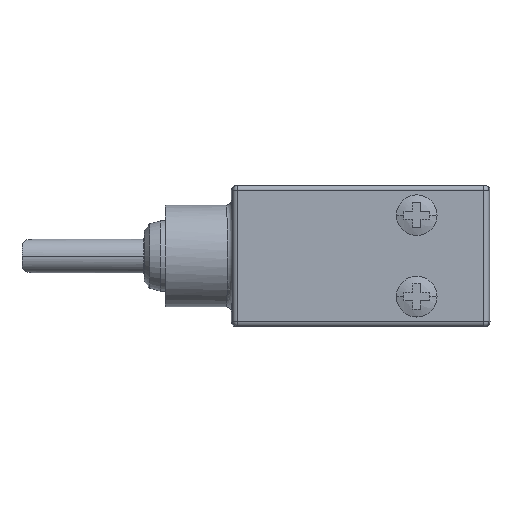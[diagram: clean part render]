
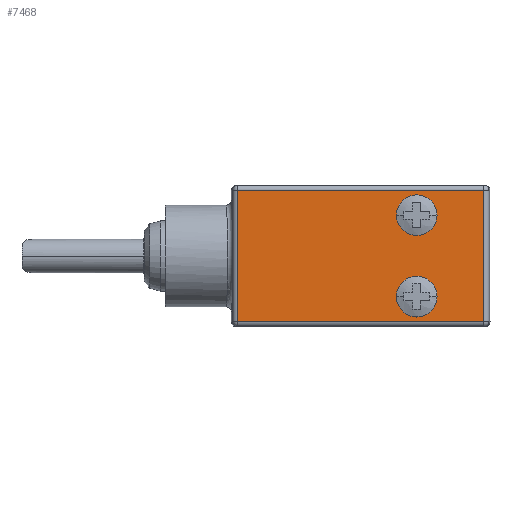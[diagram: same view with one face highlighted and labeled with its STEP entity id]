
A CAD part, top view. The second image highlights one B-rep face of the part: STEP entity #7468.
In plain terms, the highlighted planar face has unit normal (0, 0, 1).
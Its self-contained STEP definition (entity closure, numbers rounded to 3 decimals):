
#1443=DIRECTION('',(0.,1.,0.));
#1444=VECTOR('',#1443,12.9);
#1445=CARTESIAN_POINT('',(2.397,-6.45,2.9));
#1446=LINE('',#1445,#1444);
#1457=CARTESIAN_POINT('',(-4.2,4.,2.9));
#1458=DIRECTION('',(0.,0.,1.));
#1459=DIRECTION('',(0.,-1.,0.));
#1460=AXIS2_PLACEMENT_3D('',#1457,#1458,#1459);
#1465=CARTESIAN_POINT('',(-4.2,4.,2.9));
#1466=DIRECTION('',(0.,0.,1.));
#1467=DIRECTION('',(0.,1.,0.));
#1468=AXIS2_PLACEMENT_3D('',#1465,#1466,#1467);
#1473=CARTESIAN_POINT('',(-4.2,-4.,2.9));
#1474=DIRECTION('',(0.,0.,1.));
#1475=DIRECTION('',(0.,-1.,0.));
#1476=AXIS2_PLACEMENT_3D('',#1473,#1474,#1475);
#1481=CARTESIAN_POINT('',(-4.2,-4.,2.9));
#1482=DIRECTION('',(0.,0.,1.));
#1483=DIRECTION('',(0.,1.,0.));
#1484=AXIS2_PLACEMENT_3D('',#1481,#1482,#1483);
#1496=DIRECTION('',(0.,-1.,0.));
#1497=VECTOR('',#1496,12.9);
#1498=CARTESIAN_POINT('',(-21.797,6.45,2.9));
#1499=LINE('',#1498,#1497);
#4923=DIRECTION('',(1.,0.,0.));
#4924=VECTOR('',#4923,24.194);
#4925=CARTESIAN_POINT('',(-21.797,-6.45,2.9));
#4926=LINE('',#4925,#4924);
#5212=DIRECTION('',(-1.,0.,0.));
#5213=VECTOR('',#5212,24.194);
#5214=CARTESIAN_POINT('',(2.397,6.45,2.9));
#5215=LINE('',#5214,#5213);
#6993=CARTESIAN_POINT('',(-21.797,-6.45,2.9));
#6994=VERTEX_POINT('',#6993);
#6995=CARTESIAN_POINT('',(2.397,-6.45,2.9));
#6996=VERTEX_POINT('',#6995);
#6999=CARTESIAN_POINT('',(-21.797,6.45,2.9));
#7000=VERTEX_POINT('',#6999);
#7001=CARTESIAN_POINT('',(2.397,6.45,2.9));
#7002=VERTEX_POINT('',#7001);
#7003=CARTESIAN_POINT('',(-4.2,2.915,2.9));
#7004=CARTESIAN_POINT('',(-4.2,5.085,2.9));
#7005=VERTEX_POINT('',#7003);
#7006=VERTEX_POINT('',#7004);
#7007=CARTESIAN_POINT('',(-4.2,-5.085,2.9));
#7008=CARTESIAN_POINT('',(-4.2,-2.915,2.9));
#7009=VERTEX_POINT('',#7007);
#7010=VERTEX_POINT('',#7008);
#7442=CARTESIAN_POINT('',(3.,0.,2.9));
#7443=DIRECTION('',(0.,0.,-1.));
#7444=DIRECTION('',(0.,1.,0.));
#7445=AXIS2_PLACEMENT_3D('',#7442,#7443,#7444);
#7446=PLANE('',#7445);
#7448=ORIENTED_EDGE('',*,*,#7447,.F.);
#7450=ORIENTED_EDGE('',*,*,#7449,.F.);
#7451=ORIENTED_EDGE('',*,*,#7420,.F.);
#7453=ORIENTED_EDGE('',*,*,#7452,.F.);
#7454=EDGE_LOOP('',(#7448,#7450,#7451,#7453));
#7455=FACE_OUTER_BOUND('',#7454,.F.);
#7457=ORIENTED_EDGE('',*,*,#7456,.T.);
#7459=ORIENTED_EDGE('',*,*,#7458,.T.);
#7460=EDGE_LOOP('',(#7457,#7459));
#7461=FACE_BOUND('',#7460,.F.);
#7463=ORIENTED_EDGE('',*,*,#7462,.T.);
#7465=ORIENTED_EDGE('',*,*,#7464,.T.);
#7466=EDGE_LOOP('',(#7463,#7465));
#7467=FACE_BOUND('',#7466,.F.);
#7468=ADVANCED_FACE('',(#7455,#7461,#7467),#7446,.F.);
#1461=CIRCLE('',#1460,1.085);
#1469=CIRCLE('',#1468,1.085);
#1477=CIRCLE('',#1476,1.085);
#1485=CIRCLE('',#1484,1.085);
#7420=EDGE_CURVE('',#6996,#7002,#1446,.T.);
#7447=EDGE_CURVE('',#7000,#6994,#1499,.T.);
#7449=EDGE_CURVE('',#7002,#7000,#5215,.T.);
#7452=EDGE_CURVE('',#6994,#6996,#4926,.T.);
#7456=EDGE_CURVE('',#7005,#7006,#1461,.T.);
#7458=EDGE_CURVE('',#7006,#7005,#1469,.T.);
#7462=EDGE_CURVE('',#7009,#7010,#1477,.T.);
#7464=EDGE_CURVE('',#7010,#7009,#1485,.T.);
